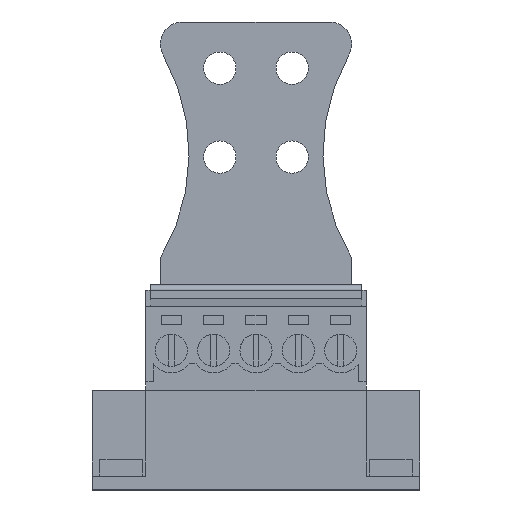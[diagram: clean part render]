
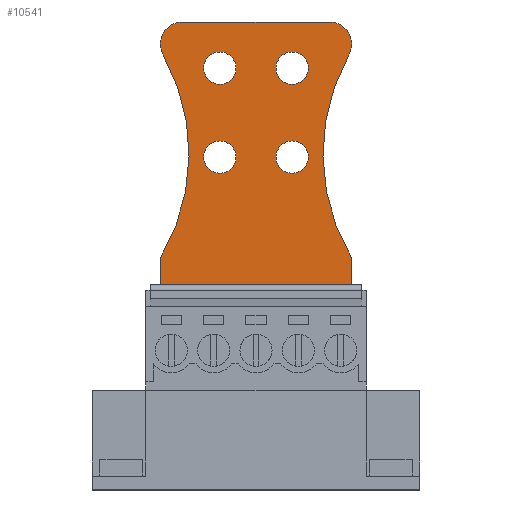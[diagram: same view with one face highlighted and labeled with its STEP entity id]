
A CAD part, front view. The second image highlights one B-rep face of the part: STEP entity #10541.
In plain terms, the highlighted planar face has unit normal (0, -1, 0).
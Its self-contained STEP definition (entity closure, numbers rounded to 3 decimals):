
#10424=AXIS2_PLACEMENT_3D('Plane Axis2P3D',#10421,#10422,#10423) ;
#10428=AXIS2_PLACEMENT_3D('Circle Axis2P3D',#10426,#10427,$) ;
#10435=AXIS2_PLACEMENT_3D('Circle Axis2P3D',#10433,#10434,$) ;
#10449=AXIS2_PLACEMENT_3D('Circle Axis2P3D',#10447,#10448,$) ;
#10456=AXIS2_PLACEMENT_3D('Circle Axis2P3D',#10454,#10455,$) ;
#10471=AXIS2_PLACEMENT_3D('Circle Axis2P3D',#10469,#10470,$) ;
#10480=AXIS2_PLACEMENT_3D('Circle Axis2P3D',#10478,#10479,$) ;
#10489=AXIS2_PLACEMENT_3D('Circle Axis2P3D',#10487,#10488,$) ;
#10498=AXIS2_PLACEMENT_3D('Circle Axis2P3D',#10496,#10497,$) ;
#10507=AXIS2_PLACEMENT_3D('Circle Axis2P3D',#10505,#10506,$) ;
#10516=AXIS2_PLACEMENT_3D('Circle Axis2P3D',#10514,#10515,$) ;
#10525=AXIS2_PLACEMENT_3D('Circle Axis2P3D',#10523,#10524,$) ;
#10534=AXIS2_PLACEMENT_3D('Circle Axis2P3D',#10532,#10533,$) ;
#10243=CARTESIAN_POINT('Vertex',(6.16,10.6,17.95)) ;
#10259=CARTESIAN_POINT('Vertex',(23.28,10.6,17.95)) ;
#10262=CARTESIAN_POINT('Line Origine',(14.72,10.6,17.95)) ;
#10280=CARTESIAN_POINT('Line Origine',(6.16,10.6,19.45)) ;
#10284=CARTESIAN_POINT('Vertex',(6.16,10.6,20.951)) ;
#10396=CARTESIAN_POINT('Vertex',(23.28,10.6,20.951)) ;
#10399=CARTESIAN_POINT('Line Origine',(23.28,10.6,19.45)) ;
#10421=CARTESIAN_POINT('Axis2P3D Location',(14.72,10.6,8.95)) ;
#10426=CARTESIAN_POINT('Axis2P3D Location',(38.935,10.6,30.223)) ;
#10430=CARTESIAN_POINT('Vertex',(23.064,10.6,39.122)) ;
#10433=CARTESIAN_POINT('Axis2P3D Location',(21.32,10.6,40.1)) ;
#10437=CARTESIAN_POINT('Vertex',(21.32,10.6,42.1)) ;
#10440=CARTESIAN_POINT('Line Origine',(14.72,10.6,42.1)) ;
#10444=CARTESIAN_POINT('Vertex',(8.12,10.6,42.1)) ;
#10447=CARTESIAN_POINT('Axis2P3D Location',(8.12,10.6,40.1)) ;
#10451=CARTESIAN_POINT('Vertex',(6.376,10.6,39.122)) ;
#10454=CARTESIAN_POINT('Axis2P3D Location',(-9.495,10.6,30.223)) ;
#10469=CARTESIAN_POINT('Axis2P3D Location',(11.47,10.6,37.95)) ;
#10473=CARTESIAN_POINT('Vertex',(12.92,10.6,37.95)) ;
#10475=CARTESIAN_POINT('Vertex',(10.02,10.6,37.95)) ;
#10478=CARTESIAN_POINT('Axis2P3D Location',(11.47,10.6,37.95)) ;
#10487=CARTESIAN_POINT('Axis2P3D Location',(17.97,10.6,37.95)) ;
#10491=CARTESIAN_POINT('Vertex',(19.42,10.6,37.95)) ;
#10493=CARTESIAN_POINT('Vertex',(16.52,10.6,37.95)) ;
#10496=CARTESIAN_POINT('Axis2P3D Location',(17.97,10.6,37.95)) ;
#10505=CARTESIAN_POINT('Axis2P3D Location',(17.97,10.6,29.95)) ;
#10509=CARTESIAN_POINT('Vertex',(16.52,10.6,29.95)) ;
#10511=CARTESIAN_POINT('Vertex',(19.42,10.6,29.95)) ;
#10514=CARTESIAN_POINT('Axis2P3D Location',(17.97,10.6,29.95)) ;
#10523=CARTESIAN_POINT('Axis2P3D Location',(11.47,10.6,29.95)) ;
#10527=CARTESIAN_POINT('Vertex',(10.02,10.6,29.95)) ;
#10529=CARTESIAN_POINT('Vertex',(12.92,10.6,29.95)) ;
#10532=CARTESIAN_POINT('Axis2P3D Location',(11.47,10.6,29.95)) ;
#10263=DIRECTION('Vector Direction',(-1.,0.,0.)) ;
#10281=DIRECTION('Vector Direction',(0.,0.,-1.)) ;
#10400=DIRECTION('Vector Direction',(0.,0.,1.)) ;
#10422=DIRECTION('Axis2P3D Direction',(0.,-1.,0.)) ;
#10423=DIRECTION('Axis2P3D XDirection',(1.,0.,0.)) ;
#10427=DIRECTION('Axis2P3D Direction',(0.,-1.,0.)) ;
#10434=DIRECTION('Axis2P3D Direction',(0.,-1.,0.)) ;
#10441=DIRECTION('Vector Direction',(1.,0.,0.)) ;
#10448=DIRECTION('Axis2P3D Direction',(0.,-1.,0.)) ;
#10455=DIRECTION('Axis2P3D Direction',(0.,-1.,0.)) ;
#10470=DIRECTION('Axis2P3D Direction',(0.,-1.,0.)) ;
#10479=DIRECTION('Axis2P3D Direction',(0.,-1.,0.)) ;
#10488=DIRECTION('Axis2P3D Direction',(0.,-1.,0.)) ;
#10497=DIRECTION('Axis2P3D Direction',(0.,-1.,0.)) ;
#10506=DIRECTION('Axis2P3D Direction',(0.,-1.,0.)) ;
#10515=DIRECTION('Axis2P3D Direction',(0.,-1.,0.)) ;
#10524=DIRECTION('Axis2P3D Direction',(0.,-1.,0.)) ;
#10533=DIRECTION('Axis2P3D Direction',(0.,-1.,0.)) ;
#10264=VECTOR('Line Direction',#10263,1.) ;
#10282=VECTOR('Line Direction',#10281,1.) ;
#10401=VECTOR('Line Direction',#10400,1.) ;
#10442=VECTOR('Line Direction',#10441,1.) ;
#10460=ORIENTED_EDGE('',*,*,#10403,.T.) ;
#10461=ORIENTED_EDGE('',*,*,#10432,.F.) ;
#10462=ORIENTED_EDGE('',*,*,#10439,.T.) ;
#10463=ORIENTED_EDGE('',*,*,#10446,.F.) ;
#10464=ORIENTED_EDGE('',*,*,#10453,.T.) ;
#10465=ORIENTED_EDGE('',*,*,#10458,.F.) ;
#10466=ORIENTED_EDGE('',*,*,#10286,.T.) ;
#10467=ORIENTED_EDGE('',*,*,#10266,.F.) ;
#10484=ORIENTED_EDGE('',*,*,#10477,.F.) ;
#10485=ORIENTED_EDGE('',*,*,#10482,.F.) ;
#10502=ORIENTED_EDGE('',*,*,#10495,.F.) ;
#10503=ORIENTED_EDGE('',*,*,#10500,.F.) ;
#10520=ORIENTED_EDGE('',*,*,#10513,.F.) ;
#10521=ORIENTED_EDGE('',*,*,#10518,.F.) ;
#10538=ORIENTED_EDGE('',*,*,#10531,.F.) ;
#10539=ORIENTED_EDGE('',*,*,#10536,.F.) ;
#10486=FACE_BOUND('',#10483,.T.) ;
#10504=FACE_BOUND('',#10501,.T.) ;
#10522=FACE_BOUND('',#10519,.T.) ;
#10540=FACE_BOUND('',#10537,.T.) ;
#10541=ADVANCED_FACE('Strain relief',(#10468,#10486,#10504,#10522,#10540),#10425,.T.) ;
#10429=CIRCLE('generated circle',#10428,18.195) ;
#10436=CIRCLE('generated circle',#10435,2.) ;
#10450=CIRCLE('generated circle',#10449,2.) ;
#10457=CIRCLE('generated circle',#10456,18.195) ;
#10472=CIRCLE('generated circle',#10471,1.45) ;
#10481=CIRCLE('generated circle',#10480,1.45) ;
#10490=CIRCLE('generated circle',#10489,1.45) ;
#10499=CIRCLE('generated circle',#10498,1.45) ;
#10508=CIRCLE('generated circle',#10507,1.45) ;
#10517=CIRCLE('generated circle',#10516,1.45) ;
#10526=CIRCLE('generated circle',#10525,1.45) ;
#10535=CIRCLE('generated circle',#10534,1.45) ;
#10266=EDGE_CURVE('',#10260,#10244,#10265,.T.) ;
#10286=EDGE_CURVE('',#10285,#10244,#10283,.T.) ;
#10403=EDGE_CURVE('',#10260,#10397,#10402,.T.) ;
#10432=EDGE_CURVE('',#10431,#10397,#10429,.T.) ;
#10439=EDGE_CURVE('',#10431,#10438,#10436,.T.) ;
#10446=EDGE_CURVE('',#10445,#10438,#10443,.T.) ;
#10453=EDGE_CURVE('',#10445,#10452,#10450,.T.) ;
#10458=EDGE_CURVE('',#10285,#10452,#10457,.T.) ;
#10477=EDGE_CURVE('',#10474,#10476,#10472,.T.) ;
#10482=EDGE_CURVE('',#10476,#10474,#10481,.T.) ;
#10495=EDGE_CURVE('',#10492,#10494,#10490,.T.) ;
#10500=EDGE_CURVE('',#10494,#10492,#10499,.T.) ;
#10513=EDGE_CURVE('',#10510,#10512,#10508,.T.) ;
#10518=EDGE_CURVE('',#10512,#10510,#10517,.T.) ;
#10531=EDGE_CURVE('',#10528,#10530,#10526,.T.) ;
#10536=EDGE_CURVE('',#10530,#10528,#10535,.T.) ;
#10459=EDGE_LOOP('',(#10460,#10461,#10462,#10463,#10464,#10465,#10466,#10467)) ;
#10483=EDGE_LOOP('',(#10484,#10485)) ;
#10501=EDGE_LOOP('',(#10502,#10503)) ;
#10519=EDGE_LOOP('',(#10520,#10521)) ;
#10537=EDGE_LOOP('',(#10538,#10539)) ;
#10468=FACE_OUTER_BOUND('',#10459,.T.) ;
#10265=LINE('Line',#10262,#10264) ;
#10283=LINE('Line',#10280,#10282) ;
#10402=LINE('Line',#10399,#10401) ;
#10443=LINE('Line',#10440,#10442) ;
#10425=PLANE('',#10424) ;
#10244=VERTEX_POINT('',#10243) ;
#10260=VERTEX_POINT('',#10259) ;
#10285=VERTEX_POINT('',#10284) ;
#10397=VERTEX_POINT('',#10396) ;
#10431=VERTEX_POINT('',#10430) ;
#10438=VERTEX_POINT('',#10437) ;
#10445=VERTEX_POINT('',#10444) ;
#10452=VERTEX_POINT('',#10451) ;
#10474=VERTEX_POINT('',#10473) ;
#10476=VERTEX_POINT('',#10475) ;
#10492=VERTEX_POINT('',#10491) ;
#10494=VERTEX_POINT('',#10493) ;
#10510=VERTEX_POINT('',#10509) ;
#10512=VERTEX_POINT('',#10511) ;
#10528=VERTEX_POINT('',#10527) ;
#10530=VERTEX_POINT('',#10529) ;
